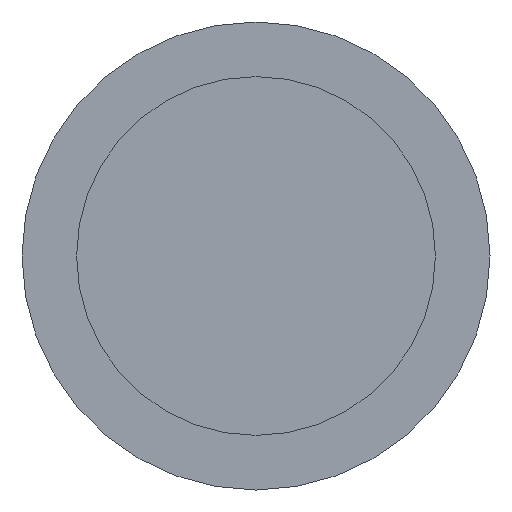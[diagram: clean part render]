
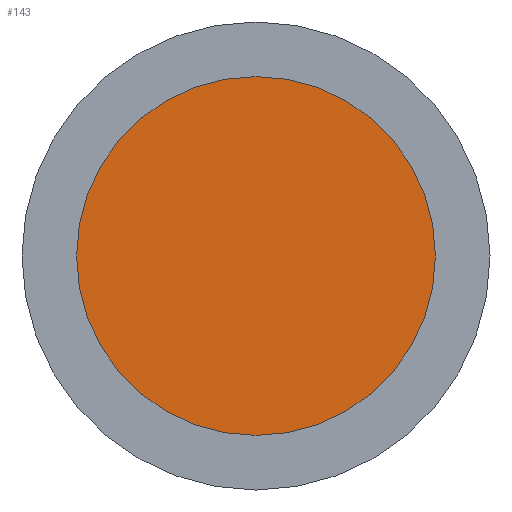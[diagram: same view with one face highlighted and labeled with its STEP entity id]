
A CAD part, left-side view. The second image highlights one B-rep face of the part: STEP entity #143.
In plain terms, the highlighted planar face has unit normal (-1, 0, 0).
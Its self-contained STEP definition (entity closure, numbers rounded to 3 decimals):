
#26 = EDGE_CURVE ( 'NONE', #115, #179, #71, .T. ) ;
#27 = AXIS2_PLACEMENT_3D ( 'NONE', #181, #295, #96 ) ;
#28 = PLANE ( 'NONE',  #34 ) ;
#32 = ORIENTED_EDGE ( 'NONE', *, *, #239, .T. ) ;
#34 = AXIS2_PLACEMENT_3D ( 'NONE', #247, #215, #165 ) ;
#42 = CIRCLE ( 'NONE', #365, 11.5 ) ;
#70 = CARTESIAN_POINT ( 'NONE',  ( 13., 0., 0. ) ) ;
#71 = CIRCLE ( 'NONE', #27, 11.5 ) ;
#96 = DIRECTION ( 'NONE',  ( 0., 0., 1. ) ) ;
#111 = EDGE_LOOP ( 'NONE', ( #32, #223 ) ) ;
#115 = VERTEX_POINT ( 'NONE', #329 ) ;
#143 = ADVANCED_FACE ( 'NONE', ( #275 ), #28, .T. ) ;
#146 = CARTESIAN_POINT ( 'NONE',  ( 13., 0., 11.5 ) ) ;
#165 = DIRECTION ( 'NONE',  ( 0., 0., 1. ) ) ;
#179 = VERTEX_POINT ( 'NONE', #146 ) ;
#181 = CARTESIAN_POINT ( 'NONE',  ( 13., 0., 0. ) ) ;
#204 = DIRECTION ( 'NONE',  ( -1., 0., 0. ) ) ;
#215 = DIRECTION ( 'NONE',  ( -1., 0., 0. ) ) ;
#223 = ORIENTED_EDGE ( 'NONE', *, *, #26, .T. ) ;
#239 = EDGE_CURVE ( 'NONE', #179, #115, #42, .T. ) ;
#247 = CARTESIAN_POINT ( 'NONE',  ( 13., 0., 0. ) ) ;
#275 = FACE_OUTER_BOUND ( 'NONE', #111, .T. ) ;
#295 = DIRECTION ( 'NONE',  ( -1., 0., 0. ) ) ;
#296 = DIRECTION ( 'NONE',  ( 0., 0., 1. ) ) ;
#329 = CARTESIAN_POINT ( 'NONE',  ( 13., 0., -11.5 ) ) ;
#365 = AXIS2_PLACEMENT_3D ( 'NONE', #70, #204, #296 ) ;
